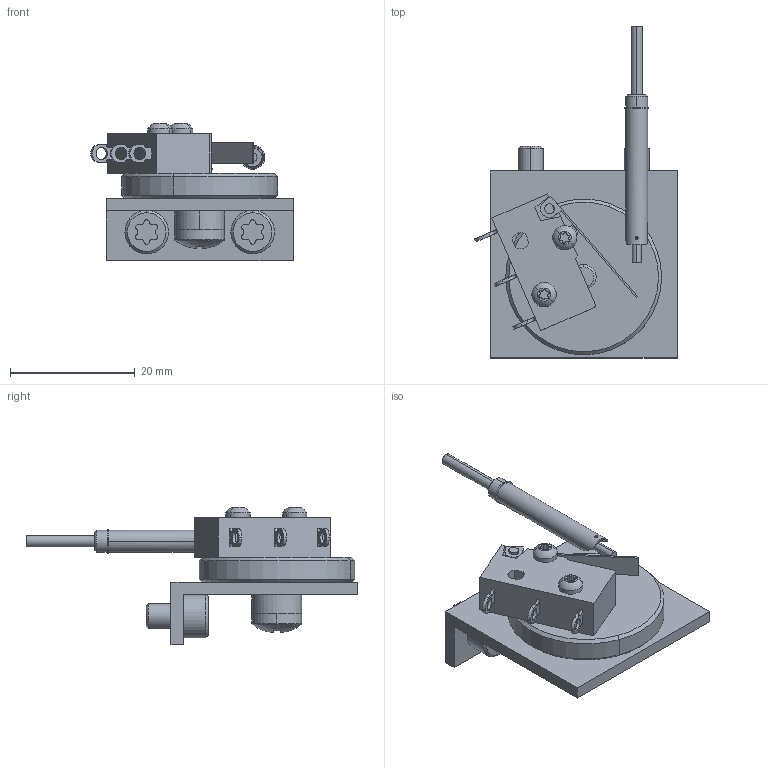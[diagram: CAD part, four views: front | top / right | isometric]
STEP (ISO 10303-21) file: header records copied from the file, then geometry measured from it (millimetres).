
FILE_DESCRIPTION (( 'STEP AP214' ), '1' );
FILE_NAME ('3408-KIT~0.STEP', '2020-12-22T06:44:35', ( '' ), ( '' ), 'SwSTEP 2.0', 'SolidWorks 2018', '' );
FILE_SCHEMA (( 'AUTOMOTIVE_DESIGN' ));
Length unit declared in the file: millimetre
Products named in the file (11): 3408-KIT~0; ISO7380~n_M02,0x008; DIN912~n_M04,0x006; GKS-503-0006~0_S; 1656~4; KS-103_23_ada~0; ASR~-a-s-r_拱04,2x03x拌8; 3484~0; 2865~8; 3274~0; 3308~6
Assembly tree (12 placements, depth 3):
  3408-KIT~0
    3308~6
      2865~8
      ASR~-a-s-r_拱04,2x03x拌8
      3274~0
      3484~0
      1656~4
      ISO7380~n_M02,0x008  x2
    GKS-503-0006~0_S
    KS-103_23_ada~0
    DIN912~n_M04,0x006  x2
Bounding box: 32.47 x 53.25 x 22.05 mm (x, y, z)
Volume: 6279.2 mm3; surface area: 6857 mm2
Topology: 11 solids, 11 shells, 383 faces, 978 edges, 631 vertices
Faces by surface type: cylinder 189, plane 106, cone 78, torus 8, sphere 2
Entity records: 11101 total; most frequent: DIRECTION 1924, CARTESIAN_POINT 1792, ORIENTED_EDGE 1668, EDGE_CURVE 834, AXIS2_PLACEMENT_3D 767, VERTEX_POINT 539, CIRCLE 426, VECTOR 390
